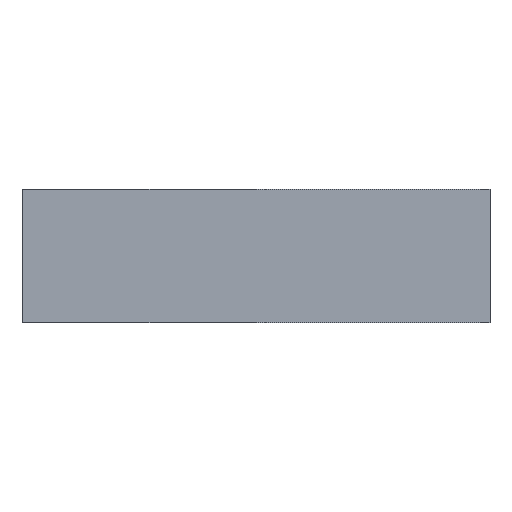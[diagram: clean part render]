
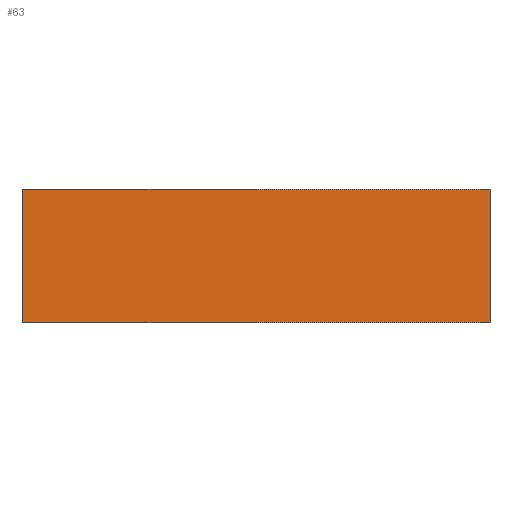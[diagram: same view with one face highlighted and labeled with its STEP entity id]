
A CAD part, front view. The second image highlights one B-rep face of the part: STEP entity #63.
In plain terms, the highlighted planar face has unit normal (0, -1, 0).
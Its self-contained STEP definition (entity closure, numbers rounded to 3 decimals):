
#63=ADVANCED_FACE($,(#157),#1318,.T.);
#157=FACE_OUTER_BOUND($,#283,.T.);
#283=EDGE_LOOP($,(#476,#477,#478,#479));
#476=ORIENTED_EDGE($,*,*,#886,.T.);
#477=ORIENTED_EDGE($,*,*,#960,.F.);
#478=ORIENTED_EDGE($,*,*,#923,.F.);
#479=ORIENTED_EDGE($,*,*,#959,.F.);
#886=EDGE_CURVE($,#1144,#1145,#1592,.T.);
#923=EDGE_CURVE($,#1175,#1176,#1597,.T.);
#959=EDGE_CURVE($,#1144,#1175,#1601,.T.);
#960=EDGE_CURVE($,#1176,#1145,#1602,.T.);
#1144=VERTEX_POINT($,#3338);
#1145=VERTEX_POINT($,#3339);
#1175=VERTEX_POINT($,#3369);
#1176=VERTEX_POINT($,#3370);
#1318=PLANE($,#1752);
#1592=B_SPLINE_CURVE_WITH_KNOTS($,1,(#1828,#1829),.UNSPECIFIED.,.F.,.F.,
(2,2),(-35.,35.),.UNSPECIFIED.);
#1597=B_SPLINE_CURVE_WITH_KNOTS($,1,(#1998,#1999),.UNSPECIFIED.,.F.,.F.,
(2,2),(-35.,35.),.UNSPECIFIED.);
#1601=B_SPLINE_CURVE_WITH_KNOTS($,1,(#2166,#2167),.UNSPECIFIED.,.F.,.F.,
(2,2),(-10.,10.),.UNSPECIFIED.);
#1602=B_SPLINE_CURVE_WITH_KNOTS($,1,(#2168,#2169),.UNSPECIFIED.,.F.,.F.,
(2,2),(-10.,10.),.UNSPECIFIED.);
#1752=AXIS2_PLACEMENT_3D($,#2728,#1785,$);
#1785=DIRECTION($,(0.,-1.,0.));
#1828=CARTESIAN_POINT($,(205.,0.,45.));
#1829=CARTESIAN_POINT($,(275.,0.,45.));
#1998=CARTESIAN_POINT($,(205.,0.,65.));
#1999=CARTESIAN_POINT($,(275.,0.,65.));
#2166=CARTESIAN_POINT($,(205.,0.,45.));
#2167=CARTESIAN_POINT($,(205.,0.,65.));
#2168=CARTESIAN_POINT($,(275.,0.,65.));
#2169=CARTESIAN_POINT($,(275.,0.,45.));
#2728=CARTESIAN_POINT($,(205.,0.,45.));
#3338=CARTESIAN_POINT($,(205.,0.,45.));
#3339=CARTESIAN_POINT($,(275.,0.,45.));
#3369=CARTESIAN_POINT($,(205.,0.,65.));
#3370=CARTESIAN_POINT($,(275.,0.,65.));
